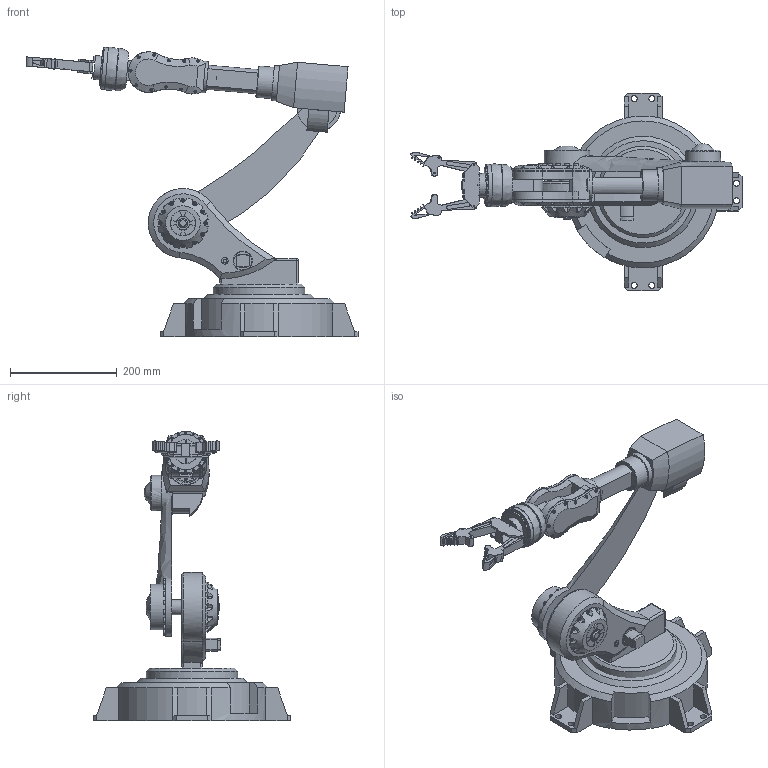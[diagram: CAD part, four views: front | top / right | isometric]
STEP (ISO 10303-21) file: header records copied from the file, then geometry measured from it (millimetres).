
FILE_DESCRIPTION(('FreeCAD Model'),'2;1');
FILE_NAME('Open CASCADE Shape Model','2025-05-02T07:07:47',('FreeCAD'),( 'FreeCAD'),'Open CASCADE STEP processor 7.6','FreeCAD','Unknown');
FILE_SCHEMA(('AUTOMOTIVE_DESIGN { 1 0 10303 214 1 1 1 1 }'));
Length unit declared in the file: millimetre
Products named in the file (1): Open CASCADE STEP translator 7.6 1
Bounding box: 622.93 x 371.37 x 543.07 mm (x, y, z)
Volume: 9243082.8 mm3; surface area: 749519.6 mm2
Topology: 9 solids, 9 shells, 901 faces, 1930 edges, 1244 vertices
Faces by surface type: bspline 901
Entity records: 27971 total; most frequent: CARTESIAN_POINT 16139, ORIENTED_EDGE 3856, EDGE_CURVE 1928, VERTEX_POINT 1244, FACE_BOUND 1138, EDGE_LOOP 1138, B_SPLINE_CURVE_WITH_KNOTS 1084, ADVANCED_FACE 901
